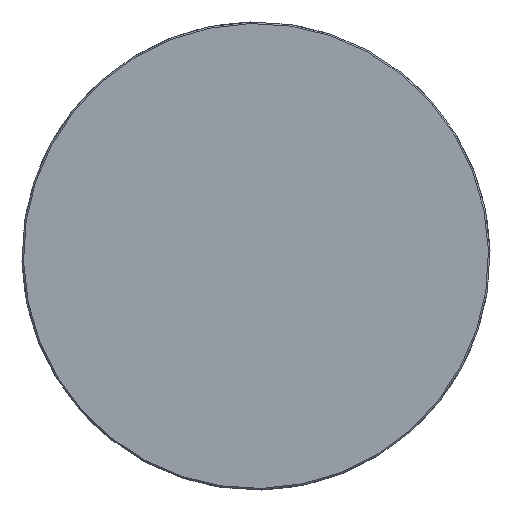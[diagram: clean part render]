
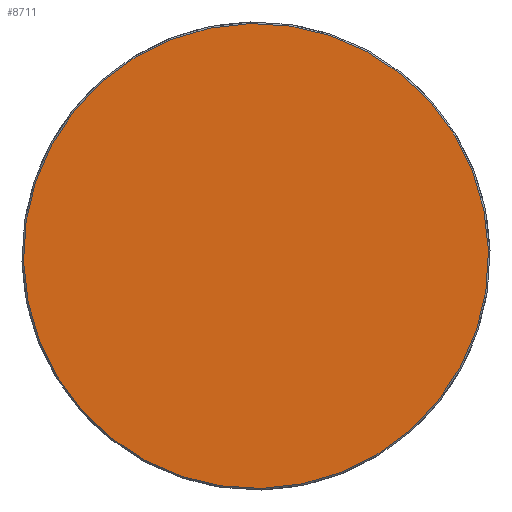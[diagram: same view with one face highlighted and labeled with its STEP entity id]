
A CAD part, front view. The second image highlights one B-rep face of the part: STEP entity #8711.
In plain terms, the highlighted face is planar.
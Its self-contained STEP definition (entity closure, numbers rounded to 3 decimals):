
#8596=DIRECTION(' ',(-1.,-0.,-0.));
#8601=CARTESIAN_POINT(' ',(0.,-46.185,-46.05));
#8606=DIRECTION(' ',(0.,0.,1.));
#8611=AXIS2_PLACEMENT_3D(' ',#8601,#8596,#8606);
#8616=PLANE('',#8611);
#8621=CARTESIAN_POINT(' ',(0.,0.,0.));
#8626=DIRECTION(' ',(1.,0.,0.));
#8631=DIRECTION(' ',(0.,0.479,-0.878));
#8636=AXIS2_PLACEMENT_3D(' ',#8621,#8626,#8631);
#8641=CIRCLE('',#8636,45.2);
#8646=CARTESIAN_POINT(' ',(0.,21.67,-39.667));
#8647=VERTEX_POINT(' ',#8646);
#8651=CARTESIAN_POINT(' ',(0.,-21.67,39.667));
#8652=VERTEX_POINT(' ',#8651);
#8656=EDGE_CURVE(' ',#8647,#8652,#8641,.T.);
#8661=ORIENTED_EDGE(' ',*,*,#8656,.F.);
#8666=CARTESIAN_POINT(' ',(0.,0.,0.));
#8671=DIRECTION(' ',(1.,0.,0.));
#8676=DIRECTION(' ',(0.,-0.479,0.878));
#8681=AXIS2_PLACEMENT_3D(' ',#8666,#8671,#8676);
#8686=CIRCLE('',#8681,45.2);
#8691=EDGE_CURVE(' ',#8652,#8647,#8686,.T.);
#8696=ORIENTED_EDGE(' ',*,*,#8691,.F.);
#8701=EDGE_LOOP(' ',(#8661,#8696));
#8706=FACE_OUTER_BOUND(' ',#8701,.T.);
#8711=ADVANCED_FACE('',(#8706),#8616,.T.);
